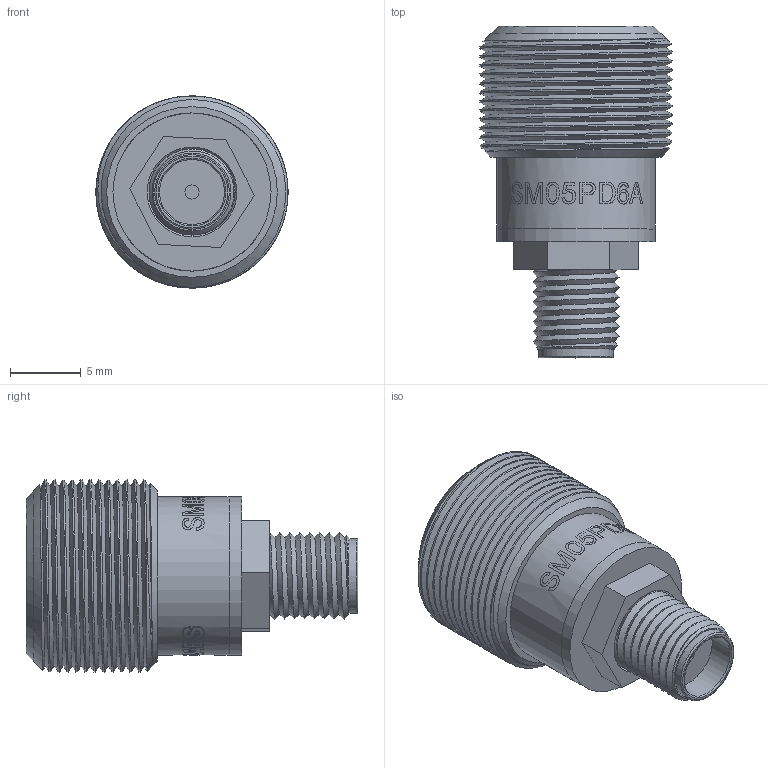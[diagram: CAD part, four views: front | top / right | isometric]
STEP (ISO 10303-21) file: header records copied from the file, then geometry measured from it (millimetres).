
FILE_DESCRIPTION (( 'STEP AP214' ), '1' );
FILE_NAME ('13831-E0W.STEP', '2018-04-13T21:46:16', ( 'admin' ), ( '' ), 'SwSTEP 2.0', 'SolidWorks 2016', '' );
FILE_SCHEMA (( 'AUTOMOTIVE_DESIGN' ));
Length unit declared in the file: inch
Products named in the file (1): 13831-E0W
Bounding box: 13.59 x 23.47 x 13.59 mm (x, y, z)
Volume: 1422.7 mm3; surface area: 2896.7 mm2
Topology: 7 solids, 7 shells, 102 faces, 391 edges, 346 vertices
Faces by surface type: cylinder 51, plane 37, cone 6, bspline 4, torus 4
Full cylindrical faces by diameter (mm): 0.45 x2, 1 x1, 1.016 x2, 1.143 x1, 3 x1, 4.596 x2, 5.28 x1, 5.588 x1, 6.096 x1, 6.35 x2, 6.452 x1, 7.874 x1, 8.255 x1, 8.382 x1, 8.509 x1, 9.144 x1, 9.525 x1, 9.779 x1, 11.176 x2
Entity records: 10311 total; most frequent: CARTESIAN_POINT 5939, ORIENTED_EDGE 700, DIRECTION 395, EDGE_CURVE 350, VERTEX_POINT 338, B_SPLINE_CURVE_WITH_KNOTS 232, EDGE_LOOP 186, AXIS2_PLACEMENT_3D 183
